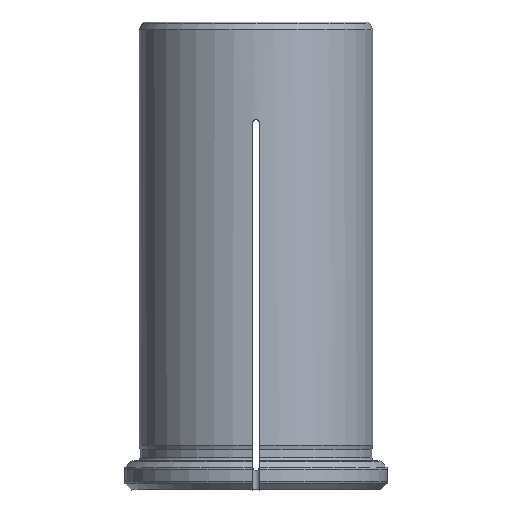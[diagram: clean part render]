
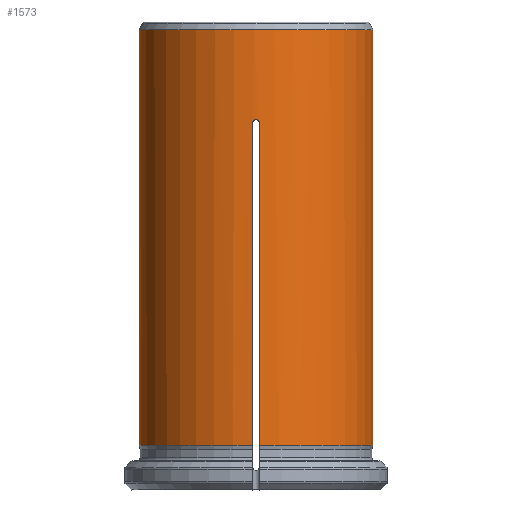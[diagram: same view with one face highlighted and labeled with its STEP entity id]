
A CAD part, front view. The second image highlights one B-rep face of the part: STEP entity #1573.
In plain terms, the highlighted cylindrical face has radius 16 mm (diameter 32 mm), a full revolution.
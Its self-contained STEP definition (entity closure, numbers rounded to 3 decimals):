
#95=B_SPLINE_CURVE_WITH_KNOTS('',3,(#2471,#2472,#2473,#2474,#2475,#2476,
#2477),.UNSPECIFIED.,.F.,.F.,(4,1,1,1,4),(-0.001,0.,
0.,0.,0.001),
 .UNSPECIFIED.);
#96=B_SPLINE_CURVE_WITH_KNOTS('',3,(#2486,#2487,#2488,#2489,#2490,#2491,
#2492),.UNSPECIFIED.,.F.,.F.,(4,1,1,1,4),(-0.001,0.,
0.,0.,0.001),
 .UNSPECIFIED.);
#97=B_SPLINE_CURVE_WITH_KNOTS('',3,(#2500,#2501,#2502,#2503,#2504,#2505,
#2506),.UNSPECIFIED.,.F.,.F.,(4,1,1,1,4),(-0.001,0.,
0.,0.,0.001),
 .UNSPECIFIED.);
#98=B_SPLINE_CURVE_WITH_KNOTS('',3,(#2514,#2515,#2516,#2517,#2518,#2519,
#2520),.UNSPECIFIED.,.F.,.F.,(4,1,1,1,4),(-0.001,0.,
0.,0.,0.001),
 .UNSPECIFIED.);
#209=LINE('',#2480,#289);
#210=LINE('',#2484,#290);
#211=LINE('',#2494,#291);
#212=LINE('',#2498,#292);
#213=LINE('',#2508,#293);
#214=LINE('',#2512,#294);
#215=LINE('',#2522,#295);
#216=LINE('',#2526,#296);
#289=VECTOR('',#1946,1000.);
#290=VECTOR('',#1949,1000.);
#291=VECTOR('',#1950,1000.);
#292=VECTOR('',#1953,1000.);
#293=VECTOR('',#1954,1000.);
#294=VECTOR('',#1957,1000.);
#295=VECTOR('',#1958,1000.);
#296=VECTOR('',#1961,1000.);
#422=ORIENTED_EDGE('',*,*,#930,.F.);
#423=ORIENTED_EDGE('',*,*,#931,.F.);
#424=ORIENTED_EDGE('',*,*,#932,.F.);
#425=ORIENTED_EDGE('',*,*,#933,.F.);
#426=ORIENTED_EDGE('',*,*,#934,.T.);
#427=ORIENTED_EDGE('',*,*,#935,.F.);
#428=ORIENTED_EDGE('',*,*,#936,.F.);
#429=ORIENTED_EDGE('',*,*,#937,.F.);
#430=ORIENTED_EDGE('',*,*,#938,.T.);
#431=ORIENTED_EDGE('',*,*,#939,.F.);
#432=ORIENTED_EDGE('',*,*,#940,.F.);
#433=ORIENTED_EDGE('',*,*,#941,.F.);
#434=ORIENTED_EDGE('',*,*,#942,.T.);
#435=ORIENTED_EDGE('',*,*,#943,.F.);
#436=ORIENTED_EDGE('',*,*,#944,.F.);
#437=ORIENTED_EDGE('',*,*,#945,.F.);
#438=ORIENTED_EDGE('',*,*,#946,.T.);
#930=EDGE_CURVE('',#1181,#1181,#1310,.F.);
#931=EDGE_CURVE('',#1182,#1183,#95,.T.);
#932=EDGE_CURVE('',#1184,#1182,#209,.T.);
#933=EDGE_CURVE('',#1185,#1184,#1311,.F.);
#934=EDGE_CURVE('',#1185,#1186,#210,.T.);
#935=EDGE_CURVE('',#1187,#1186,#96,.T.);
#936=EDGE_CURVE('',#1188,#1187,#211,.T.);
#937=EDGE_CURVE('',#1189,#1188,#1312,.F.);
#938=EDGE_CURVE('',#1189,#1190,#212,.T.);
#939=EDGE_CURVE('',#1191,#1190,#97,.T.);
#940=EDGE_CURVE('',#1192,#1191,#213,.T.);
#941=EDGE_CURVE('',#1193,#1192,#1313,.F.);
#942=EDGE_CURVE('',#1193,#1194,#214,.T.);
#943=EDGE_CURVE('',#1195,#1194,#98,.T.);
#944=EDGE_CURVE('',#1196,#1195,#215,.T.);
#945=EDGE_CURVE('',#1197,#1196,#1314,.F.);
#946=EDGE_CURVE('',#1197,#1183,#216,.T.);
#1181=VERTEX_POINT('',#2470);
#1182=VERTEX_POINT('',#2478);
#1183=VERTEX_POINT('',#2479);
#1184=VERTEX_POINT('',#2481);
#1185=VERTEX_POINT('',#2483);
#1186=VERTEX_POINT('',#2485);
#1187=VERTEX_POINT('',#2493);
#1188=VERTEX_POINT('',#2495);
#1189=VERTEX_POINT('',#2497);
#1190=VERTEX_POINT('',#2499);
#1191=VERTEX_POINT('',#2507);
#1192=VERTEX_POINT('',#2509);
#1193=VERTEX_POINT('',#2511);
#1194=VERTEX_POINT('',#2513);
#1195=VERTEX_POINT('',#2521);
#1196=VERTEX_POINT('',#2523);
#1197=VERTEX_POINT('',#2525);
#1310=CIRCLE('',#1703,16.);
#1311=CIRCLE('',#1704,16.);
#1312=CIRCLE('',#1705,16.);
#1313=CIRCLE('',#1706,16.);
#1314=CIRCLE('',#1707,16.);
#1369=EDGE_LOOP('',(#422));
#1370=EDGE_LOOP('',(#423,#424,#425,#426,#427,#428,#429,#430,#431,#432,#433,
#434,#435,#436,#437,#438));
#1459=FACE_BOUND('',#1369,.T.);
#1460=FACE_BOUND('',#1370,.T.);
#1543=CYLINDRICAL_SURFACE('',#1702,16.);
#1573=ADVANCED_FACE('',(#1459,#1460),#1543,.T.);
#1702=AXIS2_PLACEMENT_3D('',#2468,#1942,#1943);
#1703=AXIS2_PLACEMENT_3D('',#2469,#1944,#1945);
#1704=AXIS2_PLACEMENT_3D('',#2482,#1947,#1948);
#1705=AXIS2_PLACEMENT_3D('',#2496,#1951,#1952);
#1706=AXIS2_PLACEMENT_3D('',#2510,#1955,#1956);
#1707=AXIS2_PLACEMENT_3D('',#2524,#1959,#1960);
#1942=DIRECTION('',(0.,0.,1.));
#1943=DIRECTION('',(1.,0.,0.));
#1944=DIRECTION('',(0.,0.,-1.));
#1945=DIRECTION('',(-1.,0.,0.));
#1946=DIRECTION('',(0.,0.,1.));
#1947=DIRECTION('',(0.,0.,1.));
#1948=DIRECTION('',(1.,0.,0.));
#1949=DIRECTION('',(0.,0.,1.));
#1950=DIRECTION('',(0.,0.,1.));
#1951=DIRECTION('',(0.,0.,1.));
#1952=DIRECTION('',(1.,0.,0.));
#1953=DIRECTION('',(0.,0.,1.));
#1954=DIRECTION('',(0.,0.,1.));
#1955=DIRECTION('',(0.,0.,1.));
#1956=DIRECTION('',(1.,0.,0.));
#1957=DIRECTION('',(0.,0.,1.));
#1958=DIRECTION('',(0.,0.,1.));
#1959=DIRECTION('',(0.,0.,1.));
#1960=DIRECTION('',(1.,0.,0.));
#1961=DIRECTION('',(0.,0.,1.));
#2468=CARTESIAN_POINT('',(0.,0.,60.));
#2469=CARTESIAN_POINT('',(0.,0.,58.973));
#2470=CARTESIAN_POINT('',(-16.,0.,58.973));
#2471=CARTESIAN_POINT('',(0.5,-15.992,46.141));
#2472=CARTESIAN_POINT('',(0.5,-15.992,46.273));
#2473=CARTESIAN_POINT('',(0.392,-15.996,46.532));
#2474=CARTESIAN_POINT('',(0.,-16.002,46.695));
#2475=CARTESIAN_POINT('',(-0.392,-15.996,46.532));
#2476=CARTESIAN_POINT('',(-0.5,-15.992,46.273));
#2477=CARTESIAN_POINT('',(-0.5,-15.992,46.141));
#2478=CARTESIAN_POINT('',(0.5,-15.992,46.141));
#2479=CARTESIAN_POINT('',(-0.5,-15.992,46.141));
#2480=CARTESIAN_POINT('',(0.5,-15.992,60.));
#2481=CARTESIAN_POINT('',(0.5,-15.992,2.127));
#2482=CARTESIAN_POINT('',(0.,0.,2.127));
#2483=CARTESIAN_POINT('',(15.992,-0.5,2.127));
#2484=CARTESIAN_POINT('',(15.992,-0.5,60.));
#2485=CARTESIAN_POINT('',(15.992,-0.5,46.141));
#2486=CARTESIAN_POINT('',(15.992,0.5,46.141));
#2487=CARTESIAN_POINT('',(15.992,0.5,46.273));
#2488=CARTESIAN_POINT('',(15.996,0.392,46.532));
#2489=CARTESIAN_POINT('',(16.002,0.,46.695));
#2490=CARTESIAN_POINT('',(15.996,-0.392,46.532));
#2491=CARTESIAN_POINT('',(15.992,-0.5,46.273));
#2492=CARTESIAN_POINT('',(15.992,-0.5,46.141));
#2493=CARTESIAN_POINT('',(15.992,0.5,46.141));
#2494=CARTESIAN_POINT('',(15.992,0.5,60.));
#2495=CARTESIAN_POINT('',(15.992,0.5,2.127));
#2496=CARTESIAN_POINT('',(0.,0.,2.127));
#2497=CARTESIAN_POINT('',(0.5,15.992,2.127));
#2498=CARTESIAN_POINT('',(0.5,15.992,60.));
#2499=CARTESIAN_POINT('',(0.5,15.992,46.141));
#2500=CARTESIAN_POINT('',(-0.5,15.992,46.141));
#2501=CARTESIAN_POINT('',(-0.5,15.992,46.273));
#2502=CARTESIAN_POINT('',(-0.392,15.996,46.532));
#2503=CARTESIAN_POINT('',(0.,16.002,46.695));
#2504=CARTESIAN_POINT('',(0.392,15.996,46.532));
#2505=CARTESIAN_POINT('',(0.5,15.992,46.273));
#2506=CARTESIAN_POINT('',(0.5,15.992,46.141));
#2507=CARTESIAN_POINT('',(-0.5,15.992,46.141));
#2508=CARTESIAN_POINT('',(-0.5,15.992,60.));
#2509=CARTESIAN_POINT('',(-0.5,15.992,2.127));
#2510=CARTESIAN_POINT('',(0.,0.,2.127));
#2511=CARTESIAN_POINT('',(-15.992,0.5,2.127));
#2512=CARTESIAN_POINT('',(-15.992,0.5,60.));
#2513=CARTESIAN_POINT('',(-15.992,0.5,46.141));
#2514=CARTESIAN_POINT('',(-15.992,-0.5,46.141));
#2515=CARTESIAN_POINT('',(-15.992,-0.5,46.273));
#2516=CARTESIAN_POINT('',(-15.996,-0.392,46.532));
#2517=CARTESIAN_POINT('',(-16.002,0.,46.695));
#2518=CARTESIAN_POINT('',(-15.996,0.392,46.532));
#2519=CARTESIAN_POINT('',(-15.992,0.5,46.273));
#2520=CARTESIAN_POINT('',(-15.992,0.5,46.141));
#2521=CARTESIAN_POINT('',(-15.992,-0.5,46.141));
#2522=CARTESIAN_POINT('',(-15.992,-0.5,60.));
#2523=CARTESIAN_POINT('',(-15.992,-0.5,2.127));
#2524=CARTESIAN_POINT('',(0.,0.,2.127));
#2525=CARTESIAN_POINT('',(-0.5,-15.992,2.127));
#2526=CARTESIAN_POINT('',(-0.5,-15.992,60.));
